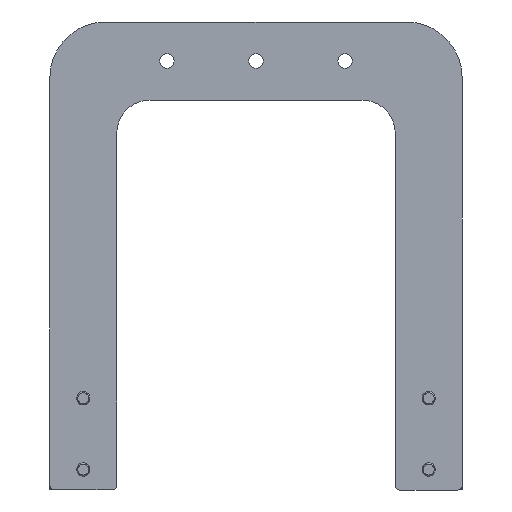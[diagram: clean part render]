
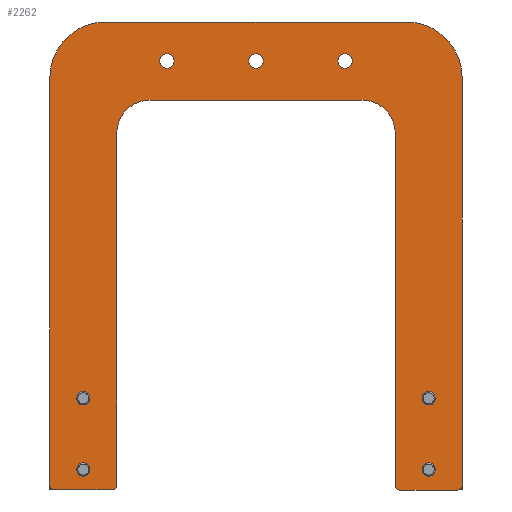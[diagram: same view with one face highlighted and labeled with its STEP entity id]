
A CAD part, front view. The second image highlights one B-rep face of the part: STEP entity #2262.
In plain terms, the highlighted planar face has unit normal (0, -1, 0).
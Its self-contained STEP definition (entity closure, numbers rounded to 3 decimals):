
#77=DIRECTION('',(0.,0.,1.));
#78=VECTOR('',#77,182.836);
#79=CARTESIAN_POINT('',(0.,0.,-207.836));
#80=LINE('',#79,#78);
#81=CARTESIAN_POINT('',(25.,0.,-25.));
#82=DIRECTION('',(0.,1.,0.));
#83=DIRECTION('',(-1.,0.,0.));
#84=AXIS2_PLACEMENT_3D('',#81,#82,#83);
#86=DIRECTION('',(1.,0.,0.));
#87=VECTOR('',#86,135.);
#88=CARTESIAN_POINT('',(25.,0.,0.));
#89=LINE('',#88,#87);
#90=CARTESIAN_POINT('',(160.,0.,-25.));
#91=DIRECTION('',(0.,1.,0.));
#92=DIRECTION('',(0.,0.,1.));
#93=AXIS2_PLACEMENT_3D('',#90,#91,#92);
#95=DIRECTION('',(0.,0.,-1.));
#96=VECTOR('',#95,183.);
#97=CARTESIAN_POINT('',(185.,0.,-25.));
#98=LINE('',#97,#96);
#99=CARTESIAN_POINT('',(183.,0.,-208.));
#100=DIRECTION('',(0.,1.,0.));
#101=DIRECTION('',(1.,0.,0.));
#102=AXIS2_PLACEMENT_3D('',#99,#100,#101);
#104=DIRECTION('',(-1.,0.,0.));
#105=VECTOR('',#104,26.);
#106=CARTESIAN_POINT('',(183.,0.,-210.));
#107=LINE('',#106,#105);
#108=CARTESIAN_POINT('',(157.,0.,-208.));
#109=DIRECTION('',(0.,1.,0.));
#110=DIRECTION('',(0.,0.,-1.));
#111=AXIS2_PLACEMENT_3D('',#108,#109,#110);
#113=DIRECTION('',(0.,0.,1.));
#114=VECTOR('',#113,158.);
#115=CARTESIAN_POINT('',(155.,0.,-208.));
#116=LINE('',#115,#114);
#117=CARTESIAN_POINT('',(140.,0.,-50.));
#118=DIRECTION('',(0.,-1.,0.));
#119=DIRECTION('',(1.,0.,0.));
#120=AXIS2_PLACEMENT_3D('',#117,#118,#119);
#122=DIRECTION('',(-1.,0.,0.));
#123=VECTOR('',#122,95.);
#124=CARTESIAN_POINT('',(140.,0.,-35.));
#125=LINE('',#124,#123);
#126=CARTESIAN_POINT('',(45.,0.,-50.));
#127=DIRECTION('',(0.,-1.,0.));
#128=DIRECTION('',(0.,0.,1.));
#129=AXIS2_PLACEMENT_3D('',#126,#127,#128);
#131=DIRECTION('',(0.,0.,-1.));
#132=VECTOR('',#131,157.836);
#133=CARTESIAN_POINT('',(30.,0.,-50.));
#134=LINE('',#133,#132);
#135=CARTESIAN_POINT('',(28.,0.,-207.836));
#136=DIRECTION('',(0.,1.,0.));
#137=DIRECTION('',(1.,0.,0.));
#138=AXIS2_PLACEMENT_3D('',#135,#136,#137);
#140=DIRECTION('',(-1.,0.,0.));
#141=VECTOR('',#140,26.);
#142=CARTESIAN_POINT('',(28.,0.,-209.836));
#143=LINE('',#142,#141);
#144=CARTESIAN_POINT('',(2.,0.,-207.836));
#145=DIRECTION('',(0.,1.,0.));
#146=DIRECTION('',(0.,0.,-1.));
#147=AXIS2_PLACEMENT_3D('',#144,#145,#146);
#149=CARTESIAN_POINT('',(52.5,0.,-17.5));
#150=DIRECTION('',(0.,-1.,0.));
#151=DIRECTION('',(1.,0.,0.));
#152=AXIS2_PLACEMENT_3D('',#149,#150,#151);
#154=CARTESIAN_POINT('',(52.5,0.,-17.5));
#155=DIRECTION('',(0.,-1.,0.));
#156=DIRECTION('',(-1.,0.,0.));
#157=AXIS2_PLACEMENT_3D('',#154,#155,#156);
#159=CARTESIAN_POINT('',(132.5,0.,-17.5));
#160=DIRECTION('',(0.,1.,0.));
#161=DIRECTION('',(-1.,0.,0.));
#162=AXIS2_PLACEMENT_3D('',#159,#160,#161);
#164=CARTESIAN_POINT('',(132.5,0.,-17.5));
#165=DIRECTION('',(0.,1.,0.));
#166=DIRECTION('',(1.,0.,0.));
#167=AXIS2_PLACEMENT_3D('',#164,#165,#166);
#169=CARTESIAN_POINT('',(92.5,0.,-17.5));
#170=DIRECTION('',(0.,-1.,0.));
#171=DIRECTION('',(1.,0.,0.));
#172=AXIS2_PLACEMENT_3D('',#169,#170,#171);
#174=CARTESIAN_POINT('',(92.5,0.,-17.5));
#175=DIRECTION('',(0.,-1.,0.));
#176=DIRECTION('',(-1.,0.,0.));
#177=AXIS2_PLACEMENT_3D('',#174,#175,#176);
#179=CARTESIAN_POINT('',(170.,0.,-200.836));
#180=DIRECTION('',(0.,-1.,0.));
#181=DIRECTION('',(0.,0.,1.));
#182=AXIS2_PLACEMENT_3D('',#179,#180,#181);
#184=CARTESIAN_POINT('',(170.,0.,-200.836));
#185=DIRECTION('',(0.,-1.,0.));
#186=DIRECTION('',(0.,0.,-1.));
#187=AXIS2_PLACEMENT_3D('',#184,#185,#186);
#189=CARTESIAN_POINT('',(170.,0.,-168.836));
#190=DIRECTION('',(0.,-1.,0.));
#191=DIRECTION('',(0.,0.,1.));
#192=AXIS2_PLACEMENT_3D('',#189,#190,#191);
#194=CARTESIAN_POINT('',(170.,0.,-168.836));
#195=DIRECTION('',(0.,-1.,0.));
#196=DIRECTION('',(0.,0.,-1.));
#197=AXIS2_PLACEMENT_3D('',#194,#195,#196);
#199=CARTESIAN_POINT('',(15.,0.,-168.836));
#200=DIRECTION('',(0.,-1.,0.));
#201=DIRECTION('',(0.,0.,1.));
#202=AXIS2_PLACEMENT_3D('',#199,#200,#201);
#204=CARTESIAN_POINT('',(15.,0.,-168.836));
#205=DIRECTION('',(0.,-1.,0.));
#206=DIRECTION('',(0.,0.,-1.));
#207=AXIS2_PLACEMENT_3D('',#204,#205,#206);
#209=CARTESIAN_POINT('',(15.,0.,-200.836));
#210=DIRECTION('',(0.,-1.,0.));
#211=DIRECTION('',(0.,0.,1.));
#212=AXIS2_PLACEMENT_3D('',#209,#210,#211);
#214=CARTESIAN_POINT('',(15.,0.,-200.836));
#215=DIRECTION('',(0.,-1.,0.));
#216=DIRECTION('',(0.,0.,-1.));
#217=AXIS2_PLACEMENT_3D('',#214,#215,#216);
#1831=CARTESIAN_POINT('',(0.,0.,-207.836));
#1832=CARTESIAN_POINT('',(0.,0.,-25.));
#1833=VERTEX_POINT('',#1831);
#1834=VERTEX_POINT('',#1832);
#1835=CARTESIAN_POINT('',(25.,0.,0.));
#1836=CARTESIAN_POINT('',(160.,0.,0.));
#1837=VERTEX_POINT('',#1835);
#1838=VERTEX_POINT('',#1836);
#1839=CARTESIAN_POINT('',(185.,0.,-25.));
#1840=CARTESIAN_POINT('',(185.,0.,-208.));
#1841=VERTEX_POINT('',#1839);
#1842=VERTEX_POINT('',#1840);
#1843=CARTESIAN_POINT('',(183.,0.,-210.));
#1844=CARTESIAN_POINT('',(157.,0.,-210.));
#1845=VERTEX_POINT('',#1843);
#1846=VERTEX_POINT('',#1844);
#1847=CARTESIAN_POINT('',(155.,0.,-208.));
#1848=CARTESIAN_POINT('',(155.,0.,-50.));
#1849=VERTEX_POINT('',#1847);
#1850=VERTEX_POINT('',#1848);
#1851=CARTESIAN_POINT('',(140.,0.,-35.));
#1852=CARTESIAN_POINT('',(45.,0.,-35.));
#1853=VERTEX_POINT('',#1851);
#1854=VERTEX_POINT('',#1852);
#1855=CARTESIAN_POINT('',(30.,0.,-50.));
#1856=CARTESIAN_POINT('',(30.,0.,-207.836));
#1857=VERTEX_POINT('',#1855);
#1858=VERTEX_POINT('',#1856);
#1859=CARTESIAN_POINT('',(28.,0.,-209.836));
#1860=CARTESIAN_POINT('',(2.,0.,-209.836));
#1861=VERTEX_POINT('',#1859);
#1862=VERTEX_POINT('',#1860);
#1889=CARTESIAN_POINT('',(55.75,0.,-17.5));
#1890=CARTESIAN_POINT('',(49.25,0.,-17.5));
#1891=VERTEX_POINT('',#1889);
#1892=VERTEX_POINT('',#1890);
#1897=CARTESIAN_POINT('',(129.25,0.,-17.5));
#1898=CARTESIAN_POINT('',(135.75,0.,-17.5));
#1899=VERTEX_POINT('',#1897);
#1900=VERTEX_POINT('',#1898);
#1905=CARTESIAN_POINT('',(95.75,0.,-17.5));
#1906=CARTESIAN_POINT('',(89.25,0.,-17.5));
#1907=VERTEX_POINT('',#1905);
#1908=VERTEX_POINT('',#1906);
#2041=CARTESIAN_POINT('',(170.,0.,-197.836));
#2042=CARTESIAN_POINT('',(170.,0.,-203.836));
#2043=VERTEX_POINT('',#2041);
#2044=VERTEX_POINT('',#2042);
#2085=CARTESIAN_POINT('',(170.,0.,-165.836));
#2086=CARTESIAN_POINT('',(170.,0.,-171.836));
#2087=VERTEX_POINT('',#2085);
#2088=VERTEX_POINT('',#2086);
#2129=CARTESIAN_POINT('',(15.,0.,-165.836));
#2130=CARTESIAN_POINT('',(15.,0.,-171.836));
#2131=VERTEX_POINT('',#2129);
#2132=VERTEX_POINT('',#2130);
#2173=CARTESIAN_POINT('',(15.,0.,-197.836));
#2174=CARTESIAN_POINT('',(15.,0.,-203.836));
#2175=VERTEX_POINT('',#2173);
#2176=VERTEX_POINT('',#2174);
#2181=CARTESIAN_POINT('',(0.,0.,0.));
#2182=DIRECTION('',(0.,1.,0.));
#2183=DIRECTION('',(1.,0.,0.));
#2184=AXIS2_PLACEMENT_3D('',#2181,#2182,#2183);
#2185=PLANE('',#2184);
#2187=ORIENTED_EDGE('',*,*,#2186,.T.);
#2189=ORIENTED_EDGE('',*,*,#2188,.T.);
#2191=ORIENTED_EDGE('',*,*,#2190,.T.);
#2193=ORIENTED_EDGE('',*,*,#2192,.T.);
#2195=ORIENTED_EDGE('',*,*,#2194,.T.);
#2197=ORIENTED_EDGE('',*,*,#2196,.T.);
#2199=ORIENTED_EDGE('',*,*,#2198,.T.);
#2201=ORIENTED_EDGE('',*,*,#2200,.T.);
#2203=ORIENTED_EDGE('',*,*,#2202,.T.);
#2205=ORIENTED_EDGE('',*,*,#2204,.T.);
#2207=ORIENTED_EDGE('',*,*,#2206,.T.);
#2209=ORIENTED_EDGE('',*,*,#2208,.T.);
#2211=ORIENTED_EDGE('',*,*,#2210,.T.);
#2213=ORIENTED_EDGE('',*,*,#2212,.T.);
#2215=ORIENTED_EDGE('',*,*,#2214,.T.);
#2217=ORIENTED_EDGE('',*,*,#2216,.T.);
#2218=EDGE_LOOP('',(#2187,#2189,#2191,#2193,#2195,#2197,#2199,#2201,#2203,#2205,
#2207,#2209,#2211,#2213,#2215,#2217));
#2219=FACE_OUTER_BOUND('',#2218,.F.);
#2221=ORIENTED_EDGE('',*,*,#2220,.T.);
#2223=ORIENTED_EDGE('',*,*,#2222,.T.);
#2224=EDGE_LOOP('',(#2221,#2223));
#2225=FACE_BOUND('',#2224,.F.);
#2227=ORIENTED_EDGE('',*,*,#2226,.F.);
#2229=ORIENTED_EDGE('',*,*,#2228,.F.);
#2230=EDGE_LOOP('',(#2227,#2229));
#2231=FACE_BOUND('',#2230,.F.);
#2233=ORIENTED_EDGE('',*,*,#2232,.T.);
#2235=ORIENTED_EDGE('',*,*,#2234,.T.);
#2236=EDGE_LOOP('',(#2233,#2235));
#2237=FACE_BOUND('',#2236,.F.);
#2239=ORIENTED_EDGE('',*,*,#2238,.T.);
#2241=ORIENTED_EDGE('',*,*,#2240,.T.);
#2242=EDGE_LOOP('',(#2239,#2241));
#2243=FACE_BOUND('',#2242,.F.);
#2245=ORIENTED_EDGE('',*,*,#2244,.T.);
#2247=ORIENTED_EDGE('',*,*,#2246,.T.);
#2248=EDGE_LOOP('',(#2245,#2247));
#2249=FACE_BOUND('',#2248,.F.);
#2251=ORIENTED_EDGE('',*,*,#2250,.T.);
#2253=ORIENTED_EDGE('',*,*,#2252,.T.);
#2254=EDGE_LOOP('',(#2251,#2253));
#2255=FACE_BOUND('',#2254,.F.);
#2257=ORIENTED_EDGE('',*,*,#2256,.T.);
#2259=ORIENTED_EDGE('',*,*,#2258,.T.);
#2260=EDGE_LOOP('',(#2257,#2259));
#2261=FACE_BOUND('',#2260,.F.);
#2262=ADVANCED_FACE('',(#2219,#2225,#2231,#2237,#2243,#2249,#2255,#2261),#2185,
.F.);
#85=CIRCLE('',#84,25.);
#94=CIRCLE('',#93,25.);
#103=CIRCLE('',#102,2.);
#112=CIRCLE('',#111,2.);
#121=CIRCLE('',#120,15.);
#130=CIRCLE('',#129,15.);
#139=CIRCLE('',#138,2.);
#148=CIRCLE('',#147,2.);
#153=CIRCLE('',#152,3.25);
#158=CIRCLE('',#157,3.25);
#163=CIRCLE('',#162,3.25);
#168=CIRCLE('',#167,3.25);
#173=CIRCLE('',#172,3.25);
#178=CIRCLE('',#177,3.25);
#183=CIRCLE('',#182,3.);
#188=CIRCLE('',#187,3.);
#193=CIRCLE('',#192,3.);
#198=CIRCLE('',#197,3.);
#203=CIRCLE('',#202,3.);
#208=CIRCLE('',#207,3.);
#213=CIRCLE('',#212,3.);
#218=CIRCLE('',#217,3.);
#2186=EDGE_CURVE('',#1833,#1834,#80,.T.);
#2188=EDGE_CURVE('',#1834,#1837,#85,.T.);
#2190=EDGE_CURVE('',#1837,#1838,#89,.T.);
#2192=EDGE_CURVE('',#1838,#1841,#94,.T.);
#2194=EDGE_CURVE('',#1841,#1842,#98,.T.);
#2196=EDGE_CURVE('',#1842,#1845,#103,.T.);
#2198=EDGE_CURVE('',#1845,#1846,#107,.T.);
#2200=EDGE_CURVE('',#1846,#1849,#112,.T.);
#2202=EDGE_CURVE('',#1849,#1850,#116,.T.);
#2204=EDGE_CURVE('',#1850,#1853,#121,.T.);
#2206=EDGE_CURVE('',#1853,#1854,#125,.T.);
#2208=EDGE_CURVE('',#1854,#1857,#130,.T.);
#2210=EDGE_CURVE('',#1857,#1858,#134,.T.);
#2212=EDGE_CURVE('',#1858,#1861,#139,.T.);
#2214=EDGE_CURVE('',#1861,#1862,#143,.T.);
#2216=EDGE_CURVE('',#1862,#1833,#148,.T.);
#2220=EDGE_CURVE('',#1891,#1892,#153,.T.);
#2222=EDGE_CURVE('',#1892,#1891,#158,.T.);
#2226=EDGE_CURVE('',#1899,#1900,#163,.T.);
#2228=EDGE_CURVE('',#1900,#1899,#168,.T.);
#2232=EDGE_CURVE('',#1907,#1908,#173,.T.);
#2234=EDGE_CURVE('',#1908,#1907,#178,.T.);
#2238=EDGE_CURVE('',#2043,#2044,#183,.T.);
#2240=EDGE_CURVE('',#2044,#2043,#188,.T.);
#2244=EDGE_CURVE('',#2087,#2088,#193,.T.);
#2246=EDGE_CURVE('',#2088,#2087,#198,.T.);
#2250=EDGE_CURVE('',#2131,#2132,#203,.T.);
#2252=EDGE_CURVE('',#2132,#2131,#208,.T.);
#2256=EDGE_CURVE('',#2175,#2176,#213,.T.);
#2258=EDGE_CURVE('',#2176,#2175,#218,.T.);
